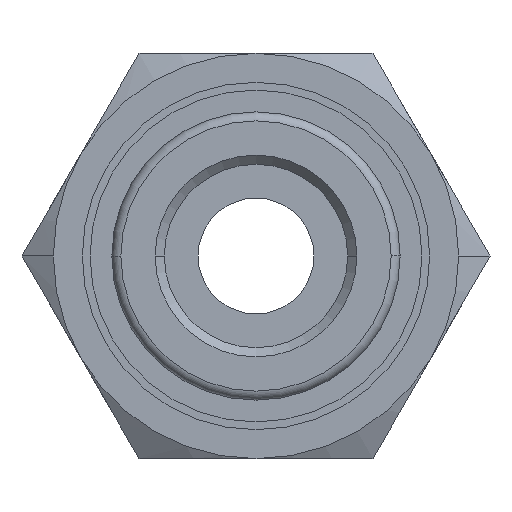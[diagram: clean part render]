
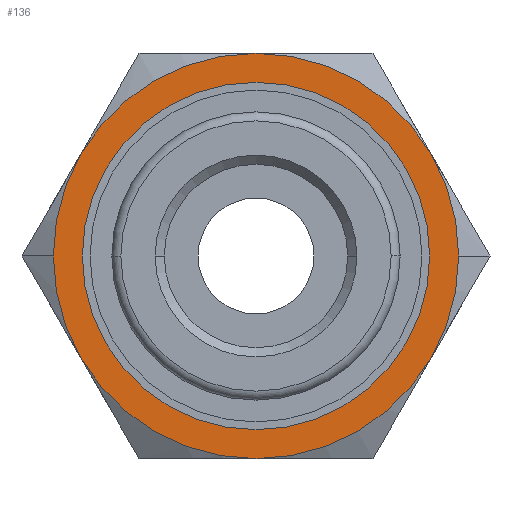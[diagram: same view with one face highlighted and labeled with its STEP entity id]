
A CAD part, front view. The second image highlights one B-rep face of the part: STEP entity #136.
In plain terms, the highlighted planar face has unit normal (0, -1, 0).
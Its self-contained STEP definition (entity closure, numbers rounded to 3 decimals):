
#136=ADVANCED_FACE('',(#316,#317),#318,.T.);
#316=FACE_BOUND('',#539,.T.);
#317=FACE_OUTER_BOUND('',#540,.T.);
#318=PLANE('',#541);
#539=EDGE_LOOP('',(#866,#867));
#540=EDGE_LOOP('',(#868,#869,#870,#871,#872,#873,#874,#875));
#541=AXIS2_PLACEMENT_3D('',#876,#877,#878);
#866=ORIENTED_EDGE('',*,*,#1277,.T.);
#867=ORIENTED_EDGE('',*,*,#1275,.T.);
#868=ORIENTED_EDGE('',*,*,#1338,.T.);
#869=ORIENTED_EDGE('',*,*,#1339,.T.);
#870=ORIENTED_EDGE('',*,*,#1340,.T.);
#871=ORIENTED_EDGE('',*,*,#1341,.T.);
#872=ORIENTED_EDGE('',*,*,#1342,.T.);
#873=ORIENTED_EDGE('',*,*,#1343,.T.);
#874=ORIENTED_EDGE('',*,*,#1344,.T.);
#875=ORIENTED_EDGE('',*,*,#1345,.T.);
#876=CARTESIAN_POINT('',(-5.25,28.75,0.0));
#877=DIRECTION('',(0.,-1.0,0.0));
#878=DIRECTION('',(-1.0,0.,0.0));
#1275=EDGE_CURVE('',#1509,#1513,#1515,.T.);
#1277=EDGE_CURVE('',#1513,#1509,#1517,.T.);
#1338=EDGE_CURVE('',#1609,#1610,#1611,.T.);
#1339=EDGE_CURVE('',#1610,#1612,#1613,.T.);
#1340=EDGE_CURVE('',#1612,#1525,#1614,.T.);
#1341=EDGE_CURVE('',#1525,#1615,#1616,.T.);
#1342=EDGE_CURVE('',#1615,#1617,#1618,.T.);
#1343=EDGE_CURVE('',#1617,#1619,#1620,.T.);
#1344=EDGE_CURVE('',#1619,#1621,#1622,.T.);
#1345=EDGE_CURVE('',#1621,#1609,#1623,.T.);
#1509=VERTEX_POINT('',#1811);
#1513=VERTEX_POINT('',#1816);
#1515=CIRCLE('',#1819,8.0);
#1517=CIRCLE('',#1821,8.0);
#1525=VERTEX_POINT('',#1841);
#1609=VERTEX_POINT('',#2012);
#1610=VERTEX_POINT('',#2013);
#1611=CIRCLE('',#2014,10.5);
#1612=VERTEX_POINT('',#2015);
#1613=CIRCLE('',#2016,10.5);
#1614=CIRCLE('',#2017,10.5);
#1615=VERTEX_POINT('',#2018);
#1616=CIRCLE('',#2019,10.5);
#1617=VERTEX_POINT('',#2020);
#1618=CIRCLE('',#2021,10.5);
#1619=VERTEX_POINT('',#2022);
#1620=CIRCLE('',#2023,10.5);
#1621=VERTEX_POINT('',#2024);
#1622=CIRCLE('',#2025,10.5);
#1623=CIRCLE('',#2026,10.5);
#1811=CARTESIAN_POINT('',(8.0,28.75,0.));
#1816=CARTESIAN_POINT('',(-8.0,28.75,0.));
#1819=AXIS2_PLACEMENT_3D('',#2401,#2402,#2403);
#1821=AXIS2_PLACEMENT_3D('',#2404,#2405,#2406);
#1841=CARTESIAN_POINT('',(0.,28.75,-10.5));
#2012=CARTESIAN_POINT('',(-9.093,28.75,5.25));
#2013=CARTESIAN_POINT('',(-10.5,28.75,0.));
#2014=AXIS2_PLACEMENT_3D('',#2499,#2500,#2501);
#2015=CARTESIAN_POINT('',(-9.093,28.75,-5.25));
#2016=AXIS2_PLACEMENT_3D('',#2502,#2503,#2504);
#2017=AXIS2_PLACEMENT_3D('',#2505,#2506,#2507);
#2018=CARTESIAN_POINT('',(9.093,28.75,-5.25));
#2019=AXIS2_PLACEMENT_3D('',#2508,#2509,#2510);
#2020=CARTESIAN_POINT('',(10.5,28.75,0.));
#2021=AXIS2_PLACEMENT_3D('',#2511,#2512,#2513);
#2022=CARTESIAN_POINT('',(9.093,28.75,5.25));
#2023=AXIS2_PLACEMENT_3D('',#2514,#2515,#2516);
#2024=CARTESIAN_POINT('',(0.,28.75,10.5));
#2025=AXIS2_PLACEMENT_3D('',#2517,#2518,#2519);
#2026=AXIS2_PLACEMENT_3D('',#2520,#2521,#2522);
#2401=CARTESIAN_POINT('',(0.0,28.75,0.0));
#2402=DIRECTION('',(0.,1.0,0.0));
#2403=DIRECTION('',(1.0,0.,0.0));
#2404=CARTESIAN_POINT('',(0.0,28.75,0.0));
#2405=DIRECTION('',(0.,1.0,0.0));
#2406=DIRECTION('',(1.0,0.,0.0));
#2499=CARTESIAN_POINT('',(0.,28.75,0.0));
#2500=DIRECTION('',(0.,-1.0,0.0));
#2501=DIRECTION('',(-1.0,0.,0.0));
#2502=CARTESIAN_POINT('',(0.,28.75,0.0));
#2503=DIRECTION('',(0.,-1.0,0.0));
#2504=DIRECTION('',(-1.0,0.,0.0));
#2505=CARTESIAN_POINT('',(0.,28.75,0.0));
#2506=DIRECTION('',(0.,-1.0,0.0));
#2507=DIRECTION('',(-1.0,0.,0.0));
#2508=CARTESIAN_POINT('',(0.,28.75,0.0));
#2509=DIRECTION('',(0.,-1.0,0.0));
#2510=DIRECTION('',(-1.0,0.,0.0));
#2511=CARTESIAN_POINT('',(0.,28.75,0.0));
#2512=DIRECTION('',(0.,-1.0,0.0));
#2513=DIRECTION('',(-1.0,0.,0.0));
#2514=CARTESIAN_POINT('',(0.,28.75,0.0));
#2515=DIRECTION('',(0.,-1.0,0.0));
#2516=DIRECTION('',(-1.0,0.,0.0));
#2517=CARTESIAN_POINT('',(0.,28.75,0.0));
#2518=DIRECTION('',(0.,-1.0,0.0));
#2519=DIRECTION('',(-1.0,0.,0.0));
#2520=CARTESIAN_POINT('',(0.,28.75,0.0));
#2521=DIRECTION('',(0.,-1.0,0.0));
#2522=DIRECTION('',(-1.0,0.,0.0));
